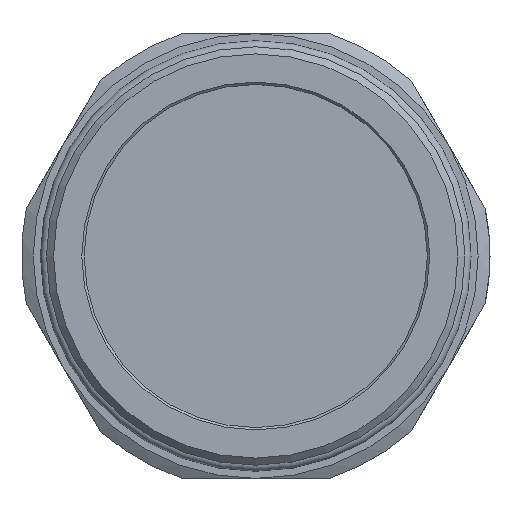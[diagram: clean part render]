
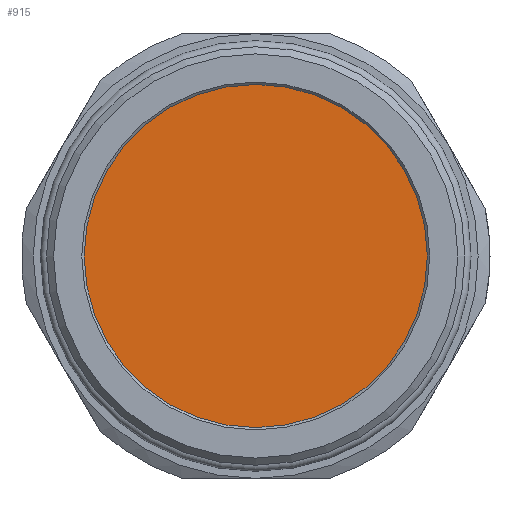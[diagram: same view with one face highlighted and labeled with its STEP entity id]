
A CAD part, front view. The second image highlights one B-rep face of the part: STEP entity #915.
In plain terms, the highlighted planar face has unit normal (0, -1, 0).
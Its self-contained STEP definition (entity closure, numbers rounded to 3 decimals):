
#173=FACE_OUTER_BOUND('',#233,.T.);
#233=EDGE_LOOP('',(#606));
#298=CIRCLE('',#999,36.25);
#369=VERTEX_POINT('',#1433);
#461=EDGE_CURVE('',#369,#369,#298,.T.);
#606=ORIENTED_EDGE('',*,*,#461,.T.);
#896=PLANE('',#998);
#915=ADVANCED_FACE('',(#173),#896,.T.);
#998=AXIS2_PLACEMENT_3D('',#1432,#1131,#1132);
#999=AXIS2_PLACEMENT_3D('',#1434,#1133,#1134);
#1131=DIRECTION('center_axis',(0.,-1.,0.));
#1132=DIRECTION('ref_axis',(0.,0.,-1.));
#1133=DIRECTION('center_axis',(0.,-1.,0.));
#1134=DIRECTION('ref_axis',(-1.,0.,0.));
#1432=CARTESIAN_POINT('Origin',(0.,5.5,0.));
#1433=CARTESIAN_POINT('',(36.25,5.5,0.));
#1434=CARTESIAN_POINT('Origin',(0.,5.5,0.));
